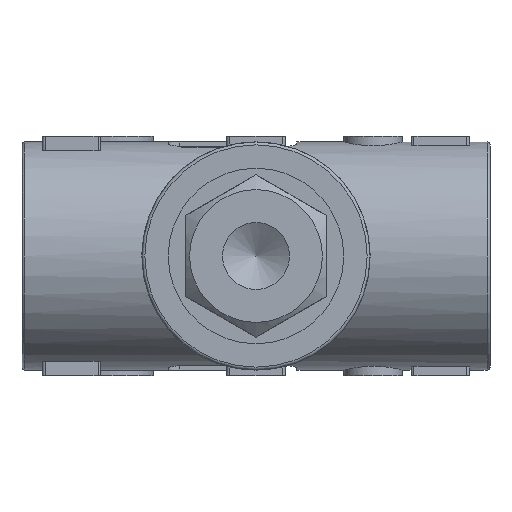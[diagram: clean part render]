
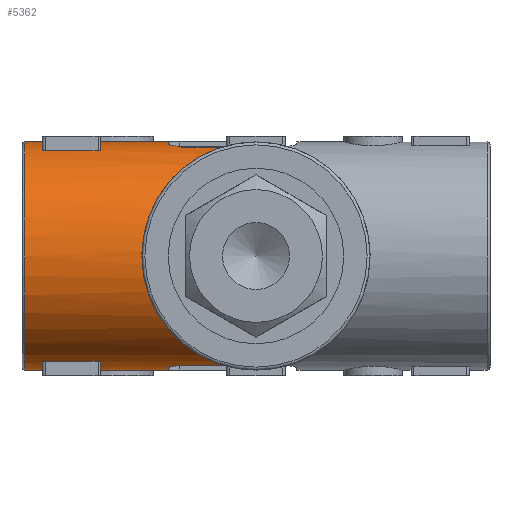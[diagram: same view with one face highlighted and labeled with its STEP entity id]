
A CAD part, left-side view. The second image highlights one B-rep face of the part: STEP entity #5362.
In plain terms, the highlighted cylindrical face has radius 19.5 mm (diameter 39 mm), a partial arc.
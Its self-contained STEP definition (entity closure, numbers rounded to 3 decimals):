
#46=ELLIPSE('',#5736,27.577,19.5);
#69=B_SPLINE_CURVE_WITH_KNOTS('',3,(#8141,#8142,#8143,#8144,#8145),
 .UNSPECIFIED.,.F.,.F.,(4,1,4),(0.,0.002,0.003),
 .UNSPECIFIED.);
#70=B_SPLINE_CURVE_WITH_KNOTS('',3,(#8154,#8155,#8156,#8157,#8158),
 .UNSPECIFIED.,.F.,.F.,(4,1,4),(0.,0.002,0.003),
 .UNSPECIFIED.);
#71=B_SPLINE_CURVE_WITH_KNOTS('',3,(#8166,#8167,#8168,#8169),
 .UNSPECIFIED.,.F.,.F.,(4,4),(0.,0.001),
 .UNSPECIFIED.);
#72=B_SPLINE_CURVE_WITH_KNOTS('',3,(#8173,#8174,#8175,#8176),
 .UNSPECIFIED.,.F.,.F.,(4,4),(0.,0.001),.UNSPECIFIED.);
#73=B_SPLINE_CURVE_WITH_KNOTS('',3,(#8188,#8189,#8190,#8191),
 .UNSPECIFIED.,.F.,.F.,(4,4),(0.,0.001),.UNSPECIFIED.);
#74=B_SPLINE_CURVE_WITH_KNOTS('',3,(#8195,#8196,#8197,#8198),
 .UNSPECIFIED.,.F.,.F.,(4,4),(0.,0.001),.UNSPECIFIED.);
#99=CYLINDRICAL_SURFACE('',#5735,19.5);
#217=CIRCLE('',#5737,19.5);
#218=CIRCLE('',#5738,19.5);
#219=CIRCLE('',#5739,19.5);
#220=CIRCLE('',#5740,19.5);
#221=CIRCLE('',#5741,19.5);
#222=CIRCLE('',#5742,19.5);
#223=CIRCLE('',#5743,19.5);
#496=ORIENTED_EDGE('',*,*,#2053,.T.);
#497=ORIENTED_EDGE('',*,*,#2054,.T.);
#498=ORIENTED_EDGE('',*,*,#2055,.F.);
#499=ORIENTED_EDGE('',*,*,#2056,.F.);
#500=ORIENTED_EDGE('',*,*,#2057,.F.);
#501=ORIENTED_EDGE('',*,*,#2058,.F.);
#502=ORIENTED_EDGE('',*,*,#2059,.F.);
#503=ORIENTED_EDGE('',*,*,#2060,.F.);
#504=ORIENTED_EDGE('',*,*,#2061,.F.);
#505=ORIENTED_EDGE('',*,*,#2062,.F.);
#506=ORIENTED_EDGE('',*,*,#2063,.F.);
#507=ORIENTED_EDGE('',*,*,#2064,.F.);
#508=ORIENTED_EDGE('',*,*,#2065,.F.);
#509=ORIENTED_EDGE('',*,*,#2066,.T.);
#510=ORIENTED_EDGE('',*,*,#2067,.F.);
#511=ORIENTED_EDGE('',*,*,#2068,.F.);
#512=ORIENTED_EDGE('',*,*,#2069,.F.);
#513=ORIENTED_EDGE('',*,*,#2070,.F.);
#514=ORIENTED_EDGE('',*,*,#2071,.F.);
#515=ORIENTED_EDGE('',*,*,#2072,.F.);
#516=ORIENTED_EDGE('',*,*,#2073,.F.);
#517=ORIENTED_EDGE('',*,*,#2074,.T.);
#2053=EDGE_CURVE('',#2831,#2832,#69,.T.);
#2054=EDGE_CURVE('',#2832,#2833,#3318,.T.);
#2055=EDGE_CURVE('',#2834,#2833,#46,.T.);
#2056=EDGE_CURVE('',#2835,#2834,#3319,.T.);
#2057=EDGE_CURVE('',#2836,#2835,#70,.T.);
#2058=EDGE_CURVE('',#2837,#2836,#217,.T.);
#2059=EDGE_CURVE('',#2838,#2837,#3320,.T.);
#2060=EDGE_CURVE('',#2839,#2838,#218,.T.);
#2061=EDGE_CURVE('',#2840,#2839,#71,.T.);
#2062=EDGE_CURVE('',#2841,#2840,#3321,.T.);
#2063=EDGE_CURVE('',#2842,#2841,#72,.T.);
#2064=EDGE_CURVE('',#2843,#2842,#219,.T.);
#2065=EDGE_CURVE('',#2844,#2843,#3322,.T.);
#2066=EDGE_CURVE('',#2844,#2845,#220,.T.);
#2067=EDGE_CURVE('',#2846,#2845,#3323,.T.);
#2068=EDGE_CURVE('',#2847,#2846,#221,.T.);
#2069=EDGE_CURVE('',#2848,#2847,#73,.T.);
#2070=EDGE_CURVE('',#2849,#2848,#3324,.F.);
#2071=EDGE_CURVE('',#2850,#2849,#74,.T.);
#2072=EDGE_CURVE('',#2851,#2850,#222,.T.);
#2073=EDGE_CURVE('',#2852,#2851,#3325,.T.);
#2074=EDGE_CURVE('',#2852,#2831,#223,.T.);
#2831=VERTEX_POINT('',#8146);
#2832=VERTEX_POINT('',#8147);
#2833=VERTEX_POINT('',#8149);
#2834=VERTEX_POINT('',#8151);
#2835=VERTEX_POINT('',#8153);
#2836=VERTEX_POINT('',#8159);
#2837=VERTEX_POINT('',#8161);
#2838=VERTEX_POINT('',#8163);
#2839=VERTEX_POINT('',#8165);
#2840=VERTEX_POINT('',#8170);
#2841=VERTEX_POINT('',#8172);
#2842=VERTEX_POINT('',#8177);
#2843=VERTEX_POINT('',#8179);
#2844=VERTEX_POINT('',#8181);
#2845=VERTEX_POINT('',#8183);
#2846=VERTEX_POINT('',#8185);
#2847=VERTEX_POINT('',#8187);
#2848=VERTEX_POINT('',#8192);
#2849=VERTEX_POINT('',#8194);
#2850=VERTEX_POINT('',#8199);
#2851=VERTEX_POINT('',#8201);
#2852=VERTEX_POINT('',#8203);
#3318=LINE('',#8148,#3862);
#3319=LINE('',#8152,#3863);
#3320=LINE('',#8162,#3864);
#3321=LINE('',#8171,#3865);
#3322=LINE('',#8180,#3866);
#3323=LINE('',#8184,#3867);
#3324=LINE('',#8193,#3868);
#3325=LINE('',#8202,#3869);
#3862=VECTOR('',#6374,1000.);
#3863=VECTOR('',#6377,1000.);
#3864=VECTOR('',#6380,1000.);
#3865=VECTOR('',#6383,1000.);
#3866=VECTOR('',#6386,1000.);
#3867=VECTOR('',#6389,1000.);
#3868=VECTOR('',#6392,1000.);
#3869=VECTOR('',#6395,1000.);
#4346=EDGE_LOOP('',(#496,#497,#498,#499,#500,#501,#502,#503,#504,#505,#506,
#507,#508,#509,#510,#511,#512,#513,#514,#515,#516,#517));
#4749=FACE_BOUND('',#4346,.T.);
#5362=ADVANCED_FACE('',(#4749),#99,.T.);
#5735=AXIS2_PLACEMENT_3D('',#8140,#6372,#6373);
#5736=AXIS2_PLACEMENT_3D('',#8150,#6375,#6376);
#5737=AXIS2_PLACEMENT_3D('',#8160,#6378,#6379);
#5738=AXIS2_PLACEMENT_3D('',#8164,#6381,#6382);
#5739=AXIS2_PLACEMENT_3D('',#8178,#6384,#6385);
#5740=AXIS2_PLACEMENT_3D('',#8182,#6387,#6388);
#5741=AXIS2_PLACEMENT_3D('',#8186,#6390,#6391);
#5742=AXIS2_PLACEMENT_3D('',#8200,#6393,#6394);
#5743=AXIS2_PLACEMENT_3D('',#8204,#6396,#6397);
#6372=DIRECTION('',(0.,-1.,0.));
#6373=DIRECTION('',(0.,0.,-1.));
#6374=DIRECTION('',(0.,-1.,0.));
#6375=DIRECTION('',(-0.707,-0.707,0.));
#6376=DIRECTION('',(0.707,-0.707,0.));
#6377=DIRECTION('',(0.,-1.,0.));
#6378=DIRECTION('',(0.,-1.,0.));
#6379=DIRECTION('',(0.,0.,-1.));
#6380=DIRECTION('',(0.,-1.,0.));
#6381=DIRECTION('',(0.,1.,0.));
#6382=DIRECTION('',(0.,0.,1.));
#6383=DIRECTION('',(0.,-1.,0.));
#6384=DIRECTION('',(0.,-1.,0.));
#6385=DIRECTION('',(0.,0.,-1.));
#6386=DIRECTION('',(0.,-1.,0.));
#6387=DIRECTION('',(0.,-1.,0.));
#6388=DIRECTION('',(0.,0.,-1.));
#6389=DIRECTION('',(0.,1.,0.));
#6390=DIRECTION('',(0.,-1.,0.));
#6391=DIRECTION('',(0.,0.,-1.));
#6392=DIRECTION('',(0.,-1.,0.));
#6393=DIRECTION('',(0.,1.,0.));
#6394=DIRECTION('',(0.,0.,1.));
#6395=DIRECTION('',(0.,1.,0.));
#6396=DIRECTION('',(0.,1.,0.));
#6397=DIRECTION('',(0.,0.,1.));
#8140=CARTESIAN_POINT('',(28.3,-40.,0.));
#8141=CARTESIAN_POINT('',(25.,15.,-19.219));
#8142=CARTESIAN_POINT('',(24.473,15.,-19.128));
#8143=CARTESIAN_POINT('',(23.448,14.574,-18.899));
#8144=CARTESIAN_POINT('',(23.,13.535,-18.766));
#8145=CARTESIAN_POINT('',(23.,13.,-18.766));
#8146=CARTESIAN_POINT('',(25.,15.,-19.219));
#8147=CARTESIAN_POINT('',(23.,13.,-18.766));
#8148=CARTESIAN_POINT('',(23.,-40.,-18.766));
#8149=CARTESIAN_POINT('',(23.,5.3,-18.766));
#8150=CARTESIAN_POINT('',(28.3,0.,0.));
#8151=CARTESIAN_POINT('',(23.,5.3,18.766));
#8152=CARTESIAN_POINT('',(23.,-40.,18.766));
#8153=CARTESIAN_POINT('',(23.,13.,18.766));
#8154=CARTESIAN_POINT('',(25.,15.,19.219));
#8155=CARTESIAN_POINT('',(24.473,15.,19.128));
#8156=CARTESIAN_POINT('',(23.448,14.574,18.899));
#8157=CARTESIAN_POINT('',(23.,13.535,18.766));
#8158=CARTESIAN_POINT('',(23.,13.,18.766));
#8159=CARTESIAN_POINT('',(25.,15.,19.219));
#8160=CARTESIAN_POINT('',(28.3,15.,0.));
#8161=CARTESIAN_POINT('',(28.3,15.,19.5));
#8162=CARTESIAN_POINT('',(28.3,39.5,19.5));
#8163=CARTESIAN_POINT('',(28.3,26.5,19.5));
#8164=CARTESIAN_POINT('',(28.3,26.5,0.));
#8165=CARTESIAN_POINT('',(21.3,26.5,18.2));
#8166=CARTESIAN_POINT('',(20.8,27.,18.));
#8167=CARTESIAN_POINT('',(20.8,26.726,18.));
#8168=CARTESIAN_POINT('',(21.044,26.5,18.102));
#8169=CARTESIAN_POINT('',(21.3,26.5,18.2));
#8170=CARTESIAN_POINT('',(20.8,27.,18.));
#8171=CARTESIAN_POINT('',(20.8,-40.,18.));
#8172=CARTESIAN_POINT('',(20.8,36.,18.));
#8173=CARTESIAN_POINT('',(21.3,36.5,18.2));
#8174=CARTESIAN_POINT('',(21.044,36.5,18.102));
#8175=CARTESIAN_POINT('',(20.8,36.275,18.));
#8176=CARTESIAN_POINT('',(20.8,36.,18.));
#8177=CARTESIAN_POINT('',(21.3,36.5,18.2));
#8178=CARTESIAN_POINT('',(28.3,36.5,0.));
#8179=CARTESIAN_POINT('',(28.3,36.5,19.5));
#8180=CARTESIAN_POINT('',(28.3,39.5,19.5));
#8181=CARTESIAN_POINT('',(28.3,39.5,19.5));
#8182=CARTESIAN_POINT('',(28.3,39.5,0.));
#8183=CARTESIAN_POINT('',(28.3,39.5,-19.5));
#8184=CARTESIAN_POINT('',(28.3,0.,-19.5));
#8185=CARTESIAN_POINT('',(28.3,36.5,-19.5));
#8186=CARTESIAN_POINT('',(28.3,36.5,0.));
#8187=CARTESIAN_POINT('',(21.3,36.5,-18.2));
#8188=CARTESIAN_POINT('',(20.8,36.,-18.));
#8189=CARTESIAN_POINT('',(20.8,36.274,-18.));
#8190=CARTESIAN_POINT('',(21.044,36.5,-18.102));
#8191=CARTESIAN_POINT('',(21.3,36.5,-18.2));
#8192=CARTESIAN_POINT('',(20.8,36.,-18.));
#8193=CARTESIAN_POINT('',(20.8,-40.,-18.));
#8194=CARTESIAN_POINT('',(20.8,27.,-18.));
#8195=CARTESIAN_POINT('',(21.3,26.5,-18.2));
#8196=CARTESIAN_POINT('',(21.044,26.5,-18.102));
#8197=CARTESIAN_POINT('',(20.8,26.725,-18.));
#8198=CARTESIAN_POINT('',(20.8,27.,-18.));
#8199=CARTESIAN_POINT('',(21.3,26.5,-18.2));
#8200=CARTESIAN_POINT('',(28.3,26.5,0.));
#8201=CARTESIAN_POINT('',(28.3,26.5,-19.5));
#8202=CARTESIAN_POINT('',(28.3,0.,-19.5));
#8203=CARTESIAN_POINT('',(28.3,15.,-19.5));
#8204=CARTESIAN_POINT('',(28.3,15.,0.));
